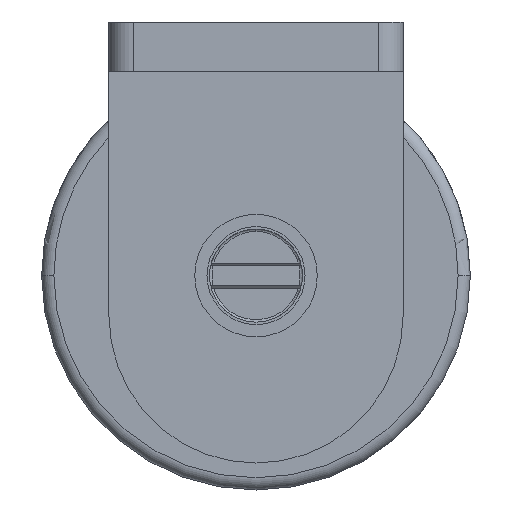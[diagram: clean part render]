
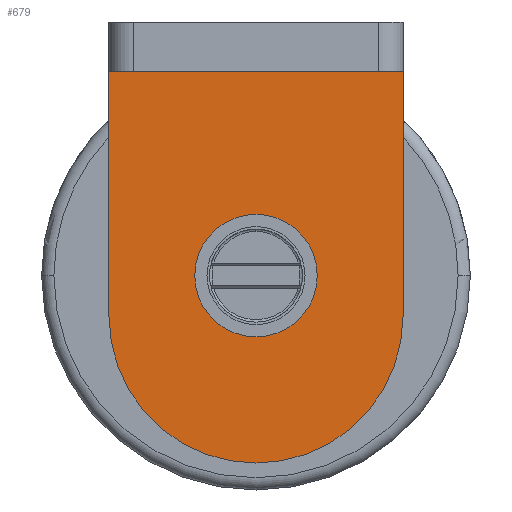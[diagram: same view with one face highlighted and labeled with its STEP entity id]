
A CAD part, left-side view. The second image highlights one B-rep face of the part: STEP entity #679.
In plain terms, the highlighted planar face has unit normal (-1, 0, 0).
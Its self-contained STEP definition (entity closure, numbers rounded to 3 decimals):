
#5 = DIRECTION ( 'NONE',  ( 0., 0., -1. ) ) ;
#23 = ORIENTED_EDGE ( 'NONE', *, *, #3855, .F. ) ;
#139 = DIRECTION ( 'NONE',  ( 0., -1., 0. ) ) ;
#348 = VECTOR ( 'NONE', #2686, 1000. ) ;
#349 = CARTESIAN_POINT ( 'NONE',  ( -22.9, 6., -1.65 ) ) ;
#426 = DIRECTION ( 'NONE',  ( 1., 0., 0. ) ) ;
#449 = EDGE_CURVE ( 'NONE', #3816, #3772, #3530, .T. ) ;
#679 = ADVANCED_FACE ( 'NONE', ( #1128, #1103 ), #1866, .F. ) ;
#855 = VERTEX_POINT ( 'NONE', #4556 ) ;
#998 = CARTESIAN_POINT ( 'NONE',  ( -22.9, 6., 8.349 ) ) ;
#1073 = CARTESIAN_POINT ( 'NONE',  ( -22.9, 6., 8.349 ) ) ;
#1103 = FACE_BOUND ( 'NONE', #3995, .T. ) ;
#1128 = FACE_OUTER_BOUND ( 'NONE', #4771, .T. ) ;
#1147 = DIRECTION ( 'NONE',  ( 0., 0., 1. ) ) ;
#1342 = CARTESIAN_POINT ( 'NONE',  ( -22.9, 0., -2.5 ) ) ;
#1395 = CIRCLE ( 'NONE', #1846, 6. ) ;
#1476 = CARTESIAN_POINT ( 'NONE',  ( -22.9, 0., -1.65 ) ) ;
#1531 = CARTESIAN_POINT ( 'NONE',  ( -22.9, -6., 8.868 ) ) ;
#1558 = ORIENTED_EDGE ( 'NONE', *, *, #3856, .F. ) ;
#1628 = CARTESIAN_POINT ( 'NONE',  ( -22.9, -6., 8.349 ) ) ;
#1690 = CARTESIAN_POINT ( 'NONE',  ( -22.9, 6., 8.868 ) ) ;
#1710 = ORIENTED_EDGE ( 'NONE', *, *, #2787, .T. ) ;
#1784 = AXIS2_PLACEMENT_3D ( 'NONE', #4380, #2461, #2442 ) ;
#1846 = AXIS2_PLACEMENT_3D ( 'NONE', #1476, #426, #1147 ) ;
#1866 = PLANE ( 'NONE',  #2272 ) ;
#1940 = CIRCLE ( 'NONE', #3723, 2.5 ) ;
#2272 = AXIS2_PLACEMENT_3D ( 'NONE', #2560, #2588, #139 ) ;
#2336 = CARTESIAN_POINT ( 'NONE',  ( -22.9, 0., 0. ) ) ;
#2442 = DIRECTION ( 'NONE',  ( 0., 1., 0. ) ) ;
#2461 = DIRECTION ( 'NONE',  ( 1., 0., 0. ) ) ;
#2482 = VECTOR ( 'NONE', #3935, 1000. ) ;
#2535 = ORIENTED_EDGE ( 'NONE', *, *, #4517, .T. ) ;
#2560 = CARTESIAN_POINT ( 'NONE',  ( -22.9, 0., 10.35 ) ) ;
#2588 = DIRECTION ( 'NONE',  ( 1., 0., 0. ) ) ;
#2626 = CIRCLE ( 'NONE', #1784, 2.5 ) ;
#2686 = DIRECTION ( 'NONE',  ( 0., 0., 1. ) ) ;
#2781 = VERTEX_POINT ( 'NONE', #3890 ) ;
#2787 = EDGE_CURVE ( 'NONE', #2781, #3352, #1940, .T. ) ;
#3000 = EDGE_CURVE ( 'NONE', #3772, #3313, #4309, .T. ) ;
#3040 = ORIENTED_EDGE ( 'NONE', *, *, #3000, .F. ) ;
#3313 = VERTEX_POINT ( 'NONE', #1628 ) ;
#3352 = VERTEX_POINT ( 'NONE', #1342 ) ;
#3457 = DIRECTION ( 'NONE',  ( 1., 0., 0. ) ) ;
#3530 = LINE ( 'NONE', #1690, #348 ) ;
#3698 = LINE ( 'NONE', #1531, #4647 ) ;
#3723 = AXIS2_PLACEMENT_3D ( 'NONE', #2336, #3457, #4256 ) ;
#3772 = VERTEX_POINT ( 'NONE', #1073 ) ;
#3816 = VERTEX_POINT ( 'NONE', #349 ) ;
#3855 = EDGE_CURVE ( 'NONE', #3313, #855, #3698, .T. ) ;
#3856 = EDGE_CURVE ( 'NONE', #855, #3816, #1395, .T. ) ;
#3890 = CARTESIAN_POINT ( 'NONE',  ( -22.9, 0., 2.5 ) ) ;
#3935 = DIRECTION ( 'NONE',  ( 0., -1., 0. ) ) ;
#3995 = EDGE_LOOP ( 'NONE', ( #2535, #1710 ) ) ;
#4256 = DIRECTION ( 'NONE',  ( 0., 1., 0. ) ) ;
#4309 = LINE ( 'NONE', #998, #2482 ) ;
#4332 = ORIENTED_EDGE ( 'NONE', *, *, #449, .F. ) ;
#4380 = CARTESIAN_POINT ( 'NONE',  ( -22.9, 0., 0. ) ) ;
#4517 = EDGE_CURVE ( 'NONE', #3352, #2781, #2626, .T. ) ;
#4556 = CARTESIAN_POINT ( 'NONE',  ( -22.9, -6., -1.65 ) ) ;
#4647 = VECTOR ( 'NONE', #5, 1000. ) ;
#4771 = EDGE_LOOP ( 'NONE', ( #4332, #1558, #23, #3040 ) ) ;
